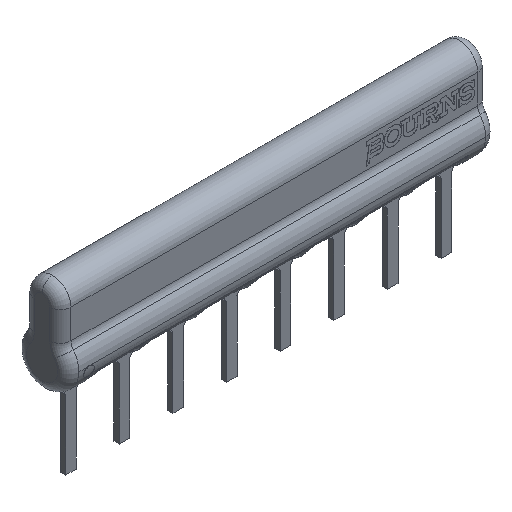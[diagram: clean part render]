
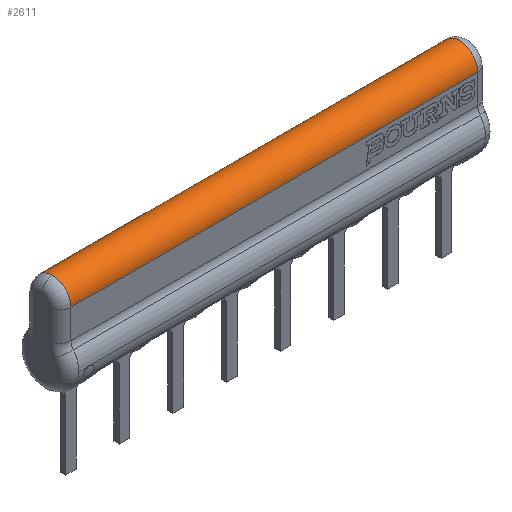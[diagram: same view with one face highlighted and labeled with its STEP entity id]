
A CAD part, isometric view. The second image highlights one B-rep face of the part: STEP entity #2611.
In plain terms, the highlighted cylindrical face has radius 0.87 mm (diameter 1.74 mm), a partial arc.
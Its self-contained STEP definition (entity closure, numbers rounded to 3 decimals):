
#334 = CARTESIAN_POINT ( 'NONE',  ( -9.635, -0.87, 4.21 ) ) ;
#626 = FACE_OUTER_BOUND ( 'NONE', #4154, .T. ) ;
#1168 = CARTESIAN_POINT ( 'NONE',  ( -9.635, 0., 4.21 ) ) ;
#1312 = EDGE_CURVE ( 'NONE', #12456, #3845, #7052, .T. ) ;
#1560 = DIRECTION ( 'NONE',  ( 0., 1., 0. ) ) ;
#1591 = CARTESIAN_POINT ( 'NONE',  ( -10.135, -0.87, 4.21 ) ) ;
#1597 = DIRECTION ( 'NONE',  ( 1., 0., 0. ) ) ;
#2611 = ADVANCED_FACE ( 'NONE', ( #626 ), #6953, .T. ) ;
#2830 = CIRCLE ( 'NONE', #4659, 0.87 ) ;
#3453 = EDGE_CURVE ( 'NONE', #3845, #12067, #12976, .T. ) ;
#3631 = ORIENTED_EDGE ( 'NONE', *, *, #1312, .T. ) ;
#3782 = ORIENTED_EDGE ( 'NONE', *, *, #5835, .T. ) ;
#3801 = AXIS2_PLACEMENT_3D ( 'NONE', #3933, #8374, #1560 ) ;
#3831 = EDGE_CURVE ( 'NONE', #11722, #12067, #13666, .T. ) ;
#3845 = VERTEX_POINT ( 'NONE', #12444 ) ;
#3933 = CARTESIAN_POINT ( 'NONE',  ( -10.135, 0., 4.21 ) ) ;
#4146 = ORIENTED_EDGE ( 'NONE', *, *, #3453, .T. ) ;
#4154 = EDGE_LOOP ( 'NONE', ( #12171, #3782, #4420, #3631, #4146 ) ) ;
#4232 = CARTESIAN_POINT ( 'NONE',  ( 9.635, 0., 4.21 ) ) ;
#4420 = ORIENTED_EDGE ( 'NONE', *, *, #7398, .T. ) ;
#4626 = DIRECTION ( 'NONE',  ( 1., 0., 0. ) ) ;
#4659 = AXIS2_PLACEMENT_3D ( 'NONE', #9297, #4885, #8183 ) ;
#4885 = DIRECTION ( 'NONE',  ( 1., 0., 0. ) ) ;
#5392 = AXIS2_PLACEMENT_3D ( 'NONE', #4232, #9643, #6241 ) ;
#5835 = EDGE_CURVE ( 'NONE', #11722, #11249, #2830, .T. ) ;
#5899 = CARTESIAN_POINT ( 'NONE',  ( -10.135, 0.87, 4.21 ) ) ;
#6101 = VECTOR ( 'NONE', #1597, 1000. ) ;
#6241 = DIRECTION ( 'NONE',  ( 0., -1., 0. ) ) ;
#6953 = CYLINDRICAL_SURFACE ( 'NONE', #3801, 0.87 ) ;
#7052 = LINE ( 'NONE', #1591, #9135 ) ;
#7201 = CARTESIAN_POINT ( 'NONE',  ( -9.635, 0., 5.08 ) ) ;
#7398 = EDGE_CURVE ( 'NONE', #11249, #12456, #8500, .T. ) ;
#7576 = CARTESIAN_POINT ( 'NONE',  ( -9.635, 0.87, 4.21 ) ) ;
#8183 = DIRECTION ( 'NONE',  ( 0., 0., -1. ) ) ;
#8374 = DIRECTION ( 'NONE',  ( 1., 0., 0. ) ) ;
#8500 = CIRCLE ( 'NONE', #8719, 0.87 ) ;
#8719 = AXIS2_PLACEMENT_3D ( 'NONE', #1168, #4626, #8965 ) ;
#8965 = DIRECTION ( 'NONE',  ( 0., 0., -1. ) ) ;
#9135 = VECTOR ( 'NONE', #9451, 1000. ) ;
#9297 = CARTESIAN_POINT ( 'NONE',  ( -9.635, 0., 4.21 ) ) ;
#9451 = DIRECTION ( 'NONE',  ( 1., 0., 0. ) ) ;
#9643 = DIRECTION ( 'NONE',  ( -1., 0., 0. ) ) ;
#11249 = VERTEX_POINT ( 'NONE', #7201 ) ;
#11404 = CARTESIAN_POINT ( 'NONE',  ( 9.635, 0.87, 4.21 ) ) ;
#11722 = VERTEX_POINT ( 'NONE', #7576 ) ;
#12067 = VERTEX_POINT ( 'NONE', #11404 ) ;
#12171 = ORIENTED_EDGE ( 'NONE', *, *, #3831, .F. ) ;
#12444 = CARTESIAN_POINT ( 'NONE',  ( 9.635, -0.87, 4.21 ) ) ;
#12456 = VERTEX_POINT ( 'NONE', #334 ) ;
#12976 = CIRCLE ( 'NONE', #5392, 0.87 ) ;
#13666 = LINE ( 'NONE', #5899, #6101 ) ;
